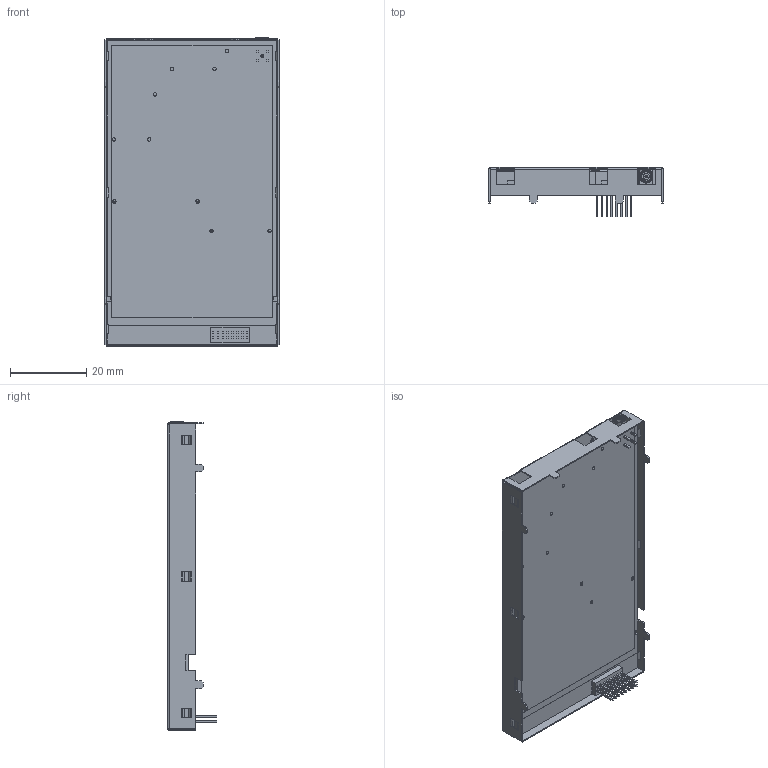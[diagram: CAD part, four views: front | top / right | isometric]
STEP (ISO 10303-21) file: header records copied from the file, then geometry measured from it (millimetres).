
FILE_DESCRIPTION (( 'STEP AP214' ), '1' );
FILE_NAME ('05-597001-03_BEACON_PCB_ASM.STEP', '2021-04-13T08:03:48', ( '' ), ( '' ), 'SwSTEP 2.0', 'SolidWorks 2012', '' );
FILE_SCHEMA (( 'AUTOMOTIVE_DESIGN' ));
Length unit declared in the file: millimetre
Products named in the file (7): 19-597001-03_LABEL; 09-597001-09R1; 06-597001-01_L-BAND_BEACON_PCB; 285209LF_CONN_2X8_TH_HDR; 280068LF_MMCX_PCB_JACK_RA_TH; 09-597001-07_L-BAND_BEACON_INTW; 05-597001-03_BEACON_PCB_ASM
Assembly tree (6 placements, depth 2):
  05-597001-03_BEACON_PCB_ASM
    09-597001-07_L-BAND_BEACON_INTW
    280068LF_MMCX_PCB_JACK_RA_TH
    285209LF_CONN_2X8_TH_HDR
    06-597001-01_L-BAND_BEACON_PCB
    09-597001-09R1
    19-597001-03_LABEL
Bounding box: 45.72 x 12.87 x 80.99 mm (x, y, z)
Volume: 6790.1 mm3; surface area: 23348.6 mm2
Topology: 328 solids, 328 shells, 5098 faces, 12972 edges, 8593 vertices
Faces by surface type: plane 3012, bspline 1897, cylinder 177, cone 12
Full cylindrical faces by diameter (mm): 0.45 x1, 0.68 x1, 0.71 x2, 0.889 x26, 1 x11, 1.6 x1, 1.83 x1, 1.835 x1, 2.42 x1, 2.89 x1, 3.02 x1, 3.485 x1
Entity records: 294208 total; most frequent: CARTESIAN_POINT 127542, ORIENTED_EDGE 25774, DIRECTION 15840, EDGE_CURVE 12887, VECTOR 8718, LINE 8718, VERTEX_POINT 8567, EDGE_LOOP 5520
